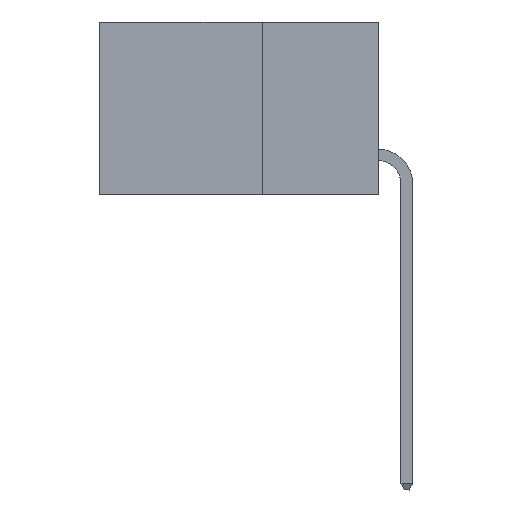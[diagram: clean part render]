
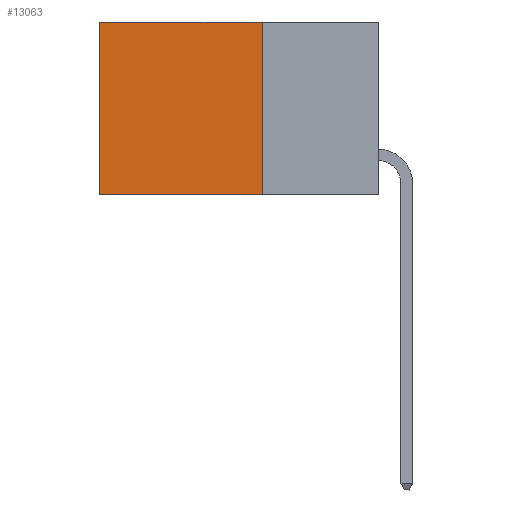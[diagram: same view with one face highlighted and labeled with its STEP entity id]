
A CAD part, left-side view. The second image highlights one B-rep face of the part: STEP entity #13063.
In plain terms, the highlighted planar face has unit normal (-1, 0, 0).
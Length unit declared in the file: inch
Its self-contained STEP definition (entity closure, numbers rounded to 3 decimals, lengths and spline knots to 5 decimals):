
#708 = PLANE ( 'NONE',  #10299 ) ;
#1240 = CARTESIAN_POINT ( 'NONE',  ( 0.298, 0.25, 0. ) ) ;
#1437 = FACE_OUTER_BOUND ( 'NONE', #24748, .T. ) ;
#1638 = EDGE_CURVE ( 'NONE', #17842, #5022, #9043, .T. ) ;
#1718 = LINE ( 'NONE', #11938, #19461 ) ;
#2346 = CARTESIAN_POINT ( 'NONE',  ( 0.298, 0.6, 0. ) ) ;
#4593 = DIRECTION ( 'NONE',  ( 0., 1., 0. ) ) ;
#5022 = VERTEX_POINT ( 'NONE', #29057 ) ;
#6459 = LINE ( 'NONE', #11583, #16436 ) ;
#8281 = VECTOR ( 'NONE', #25780, 39.37008 ) ;
#9043 = LINE ( 'NONE', #2346, #8281 ) ;
#9165 = EDGE_CURVE ( 'NONE', #11508, #19817, #14700, .T. ) ;
#9958 = EDGE_CURVE ( 'NONE', #19817, #5022, #1718, .T. ) ;
#10011 = DIRECTION ( 'NONE',  ( 0., 0., -1. ) ) ;
#10299 = AXIS2_PLACEMENT_3D ( 'NONE', #17629, #22107, #19809 ) ;
#11065 = ORIENTED_EDGE ( 'NONE', *, *, #9958, .F. ) ;
#11508 = VERTEX_POINT ( 'NONE', #1240 ) ;
#11583 = CARTESIAN_POINT ( 'NONE',  ( 0.298, 0.25, 0. ) ) ;
#11938 = CARTESIAN_POINT ( 'NONE',  ( 0.298, 0.25, -0.37 ) ) ;
#13063 = ADVANCED_FACE ( 'NONE', ( #1437 ), #708, .F. ) ;
#14700 = LINE ( 'NONE', #24178, #18387 ) ;
#15683 = ORIENTED_EDGE ( 'NONE', *, *, #1638, .T. ) ;
#16436 = VECTOR ( 'NONE', #4593, 39.37008 ) ;
#17629 = CARTESIAN_POINT ( 'NONE',  ( 0.298, 0.25, 0. ) ) ;
#17842 = VERTEX_POINT ( 'NONE', #18657 ) ;
#18387 = VECTOR ( 'NONE', #10011, 39.37008 ) ;
#18657 = CARTESIAN_POINT ( 'NONE',  ( 0.298, 0.6, 0. ) ) ;
#19461 = VECTOR ( 'NONE', #28476, 39.37008 ) ;
#19809 = DIRECTION ( 'NONE',  ( 0., 0., -1. ) ) ;
#19817 = VERTEX_POINT ( 'NONE', #28458 ) ;
#20680 = ORIENTED_EDGE ( 'NONE', *, *, #29141, .T. ) ;
#22107 = DIRECTION ( 'NONE',  ( 1., 0., 0. ) ) ;
#22945 = ORIENTED_EDGE ( 'NONE', *, *, #9165, .F. ) ;
#24178 = CARTESIAN_POINT ( 'NONE',  ( 0.298, 0.25, 0. ) ) ;
#24748 = EDGE_LOOP ( 'NONE', ( #15683, #11065, #22945, #20680 ) ) ;
#25780 = DIRECTION ( 'NONE',  ( 0., 0., -1. ) ) ;
#28458 = CARTESIAN_POINT ( 'NONE',  ( 0.298, 0.25, -0.37 ) ) ;
#28476 = DIRECTION ( 'NONE',  ( 0., 1., 0. ) ) ;
#29057 = CARTESIAN_POINT ( 'NONE',  ( 0.298, 0.6, -0.37 ) ) ;
#29141 = EDGE_CURVE ( 'NONE', #11508, #17842, #6459, .T. ) ;
